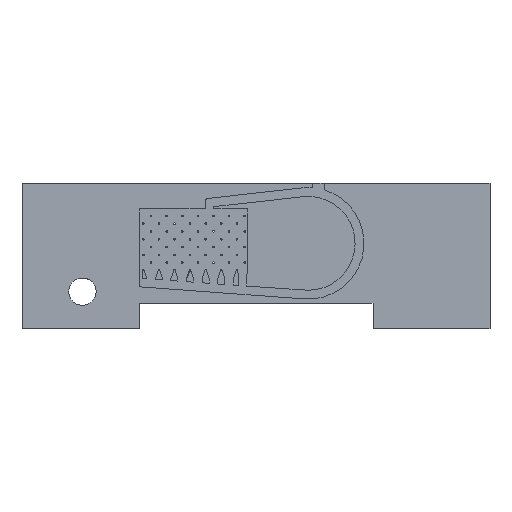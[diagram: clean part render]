
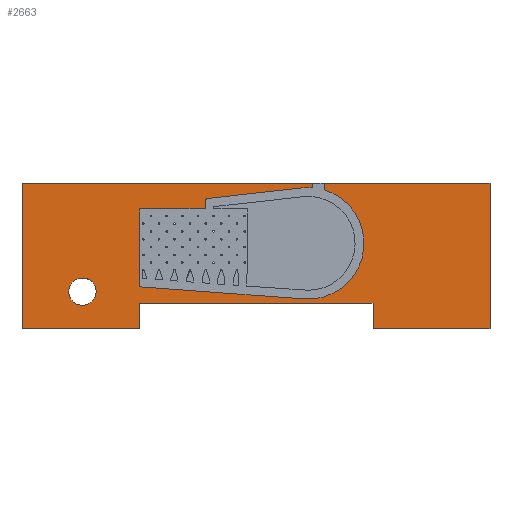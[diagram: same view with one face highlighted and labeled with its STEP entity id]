
A CAD part, top view. The second image highlights one B-rep face of the part: STEP entity #2663.
In plain terms, the highlighted planar face has unit normal (0, 0, 1).
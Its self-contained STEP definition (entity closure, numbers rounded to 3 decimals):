
#72=FACE_BOUND('',#688,.T.);
#195=CIRCLE('',#2734,71.499);
#304=CIRCLE('',#2915,5.5);
#305=CIRCLE('',#2917,71.499);
#370=PLANE('',#2930);
#500=FACE_OUTER_BOUND('',#687,.T.);
#687=EDGE_LOOP('',(#2446,#2447,#2448,#2449,#2450,#2451,#2452,#2453,#2454,
#2455,#2456,#2457,#2458,#2459,#2460,#2461,#2462,#2463,#2464));
#688=EDGE_LOOP('',(#2465));
#746=LINE('',#3710,#982);
#749=LINE('',#3716,#985);
#750=LINE('',#3719,#986);
#753=LINE('',#3725,#989);
#756=LINE('',#3731,#992);
#759=LINE('',#3737,#995);
#858=LINE('',#3966,#1094);
#863=LINE('',#3980,#1099);
#866=LINE('',#3986,#1102);
#869=LINE('',#3993,#1105);
#962=LINE('',#4392,#1198);
#963=LINE('',#4395,#1199);
#965=LINE('',#4398,#1201);
#972=LINE('',#4416,#1208);
#973=LINE('',#4417,#1209);
#974=LINE('',#4418,#1210);
#982=VECTOR('',#2946,10.);
#985=VECTOR('',#2951,10.);
#986=VECTOR('',#2954,10.);
#989=VECTOR('',#2959,10.);
#992=VECTOR('',#2964,10.);
#995=VECTOR('',#2969,10.);
#1094=VECTOR('',#3156,10.);
#1099=VECTOR('',#3169,10.);
#1102=VECTOR('',#3174,10.);
#1105=VECTOR('',#3179,10.);
#1198=VECTOR('',#3632,10.);
#1199=VECTOR('',#3635,10.);
#1201=VECTOR('',#3639,10.);
#1208=VECTOR('',#3666,10.);
#1209=VECTOR('',#3667,10.);
#1210=VECTOR('',#3668,10.);
#1214=ELLIPSE('',#2681,17.543,17.5);
#1216=VERTEX_POINT('',#3697);
#1219=VERTEX_POINT('',#3704);
#1221=VERTEX_POINT('',#3708);
#1223=VERTEX_POINT('',#3714);
#1224=VERTEX_POINT('',#3718);
#1226=VERTEX_POINT('',#3724);
#1228=VERTEX_POINT('',#3730);
#1230=VERTEX_POINT('',#3736);
#1315=VERTEX_POINT('',#3964);
#1316=VERTEX_POINT('',#3965);
#1319=VERTEX_POINT('',#3973);
#1321=VERTEX_POINT('',#3979);
#1323=VERTEX_POINT('',#3985);
#1325=VERTEX_POINT('',#3991);
#1326=VERTEX_POINT('',#3992);
#1450=VERTEX_POINT('',#4382);
#1451=VERTEX_POINT('',#4383);
#1452=VERTEX_POINT('',#4388);
#1453=VERTEX_POINT('',#4394);
#1454=VERTEX_POINT('',#4415);
#1456=EDGE_CURVE('',#1216,#1216,#1214,.T.);
#1462=EDGE_CURVE('',#1219,#1221,#746,.T.);
#1465=EDGE_CURVE('',#1223,#1221,#749,.T.);
#1466=EDGE_CURVE('',#1219,#1224,#750,.T.);
#1469=EDGE_CURVE('',#1224,#1226,#753,.T.);
#1472=EDGE_CURVE('',#1226,#1228,#756,.T.);
#1475=EDGE_CURVE('',#1228,#1230,#759,.T.);
#1585=EDGE_CURVE('',#1315,#1316,#858,.T.);
#1589=EDGE_CURVE('',#1316,#1319,#195,.T.);
#1592=EDGE_CURVE('',#1319,#1321,#863,.T.);
#1595=EDGE_CURVE('',#1323,#1315,#866,.T.);
#1598=EDGE_CURVE('',#1325,#1326,#869,.T.);
#1795=EDGE_CURVE('',#1450,#1451,#304,.T.);
#1798=EDGE_CURVE('',#1326,#1452,#305,.T.);
#1800=EDGE_CURVE('',#1452,#1450,#962,.T.);
#1801=EDGE_CURVE('',#1451,#1453,#963,.T.);
#1803=EDGE_CURVE('',#1453,#1323,#965,.T.);
#1810=EDGE_CURVE('',#1454,#1223,#972,.T.);
#1811=EDGE_CURVE('',#1321,#1454,#973,.T.);
#1812=EDGE_CURVE('',#1230,#1325,#974,.T.);
#2446=ORIENTED_EDGE('',*,*,#1810,.F.);
#2447=ORIENTED_EDGE('',*,*,#1811,.F.);
#2448=ORIENTED_EDGE('',*,*,#1592,.F.);
#2449=ORIENTED_EDGE('',*,*,#1589,.F.);
#2450=ORIENTED_EDGE('',*,*,#1585,.F.);
#2451=ORIENTED_EDGE('',*,*,#1595,.F.);
#2452=ORIENTED_EDGE('',*,*,#1803,.F.);
#2453=ORIENTED_EDGE('',*,*,#1801,.F.);
#2454=ORIENTED_EDGE('',*,*,#1795,.F.);
#2455=ORIENTED_EDGE('',*,*,#1800,.F.);
#2456=ORIENTED_EDGE('',*,*,#1798,.F.);
#2457=ORIENTED_EDGE('',*,*,#1598,.F.);
#2458=ORIENTED_EDGE('',*,*,#1812,.F.);
#2459=ORIENTED_EDGE('',*,*,#1475,.F.);
#2460=ORIENTED_EDGE('',*,*,#1472,.F.);
#2461=ORIENTED_EDGE('',*,*,#1469,.F.);
#2462=ORIENTED_EDGE('',*,*,#1466,.F.);
#2463=ORIENTED_EDGE('',*,*,#1462,.T.);
#2464=ORIENTED_EDGE('',*,*,#1465,.F.);
#2465=ORIENTED_EDGE('',*,*,#1456,.T.);
#2663=ADVANCED_FACE('',(#500,#72),#370,.T.);
#2681=AXIS2_PLACEMENT_3D('',#3698,#2936,#2937);
#2734=AXIS2_PLACEMENT_3D('',#3974,#3162,#3163);
#2915=AXIS2_PLACEMENT_3D('',#4384,#3621,#3622);
#2917=AXIS2_PLACEMENT_3D('',#4389,#3627,#3628);
#2930=AXIS2_PLACEMENT_3D('',#4414,#3664,#3665);
#2936=DIRECTION('center_axis',(0.,0.,-1.));
#2937=DIRECTION('ref_axis',(0.,1.,0.));
#2946=DIRECTION('',(0.,-1.,0.));
#2951=DIRECTION('',(-1.,0.,0.));
#2954=DIRECTION('',(-1.,0.,0.));
#2959=DIRECTION('',(0.,-1.,0.));
#2964=DIRECTION('',(-1.,0.,0.));
#2969=DIRECTION('',(0.,1.,0.));
#3156=DIRECTION('',(0.997,-0.074,0.));
#3162=DIRECTION('center_axis',(0.,0.,1.));
#3163=DIRECTION('ref_axis',(1.,0.,0.));
#3169=DIRECTION('',(0.,1.,0.));
#3174=DIRECTION('',(0.,-1.,0.));
#3179=DIRECTION('',(0.,-1.,0.));
#3621=DIRECTION('center_axis',(0.,0.,1.));
#3622=DIRECTION('ref_axis',(1.,0.,0.));
#3627=DIRECTION('center_axis',(0.,0.,1.));
#3628=DIRECTION('ref_axis',(1.,0.,0.));
#3632=DIRECTION('',(-0.994,-0.111,0.));
#3635=DIRECTION('',(0.,-1.,0.));
#3639=DIRECTION('',(-1.,0.,0.));
#3664=DIRECTION('center_axis',(0.,0.,1.));
#3665=DIRECTION('ref_axis',(1.,0.,0.));
#3666=DIRECTION('',(0.,-1.,0.));
#3667=DIRECTION('',(1.,0.,0.));
#3668=DIRECTION('',(1.,0.,0.));
#3697=CARTESIAN_POINT('',(45.412,1323.951,-511.799));
#3698=CARTESIAN_POINT('Origin',(45.412,1341.493,-511.799));
#3704=CARTESIAN_POINT('',(417.912,1326.719,-511.799));
#3708=CARTESIAN_POINT('',(417.912,1294.219,-511.799));
#3710=CARTESIAN_POINT('',(417.912,1326.719,-511.799));
#3714=CARTESIAN_POINT('',(567.912,1294.219,-511.799));
#3716=CARTESIAN_POINT('',(335.639,1294.219,-511.799));
#3718=CARTESIAN_POINT('',(117.912,1326.719,-511.799));
#3719=CARTESIAN_POINT('',(335.639,1326.719,-511.799));
#3724=CARTESIAN_POINT('',(117.912,1294.219,-511.799));
#3725=CARTESIAN_POINT('',(117.912,1326.719,-511.799));
#3730=CARTESIAN_POINT('',(-32.088,1294.219,-511.799));
#3731=CARTESIAN_POINT('',(335.639,1294.219,-511.799));
#3736=CARTESIAN_POINT('',(-32.088,1480.219,-511.799));
#3737=CARTESIAN_POINT('',(-32.088,1403.469,-511.799));
#3964=CARTESIAN_POINT('',(118.912,1347.719,-511.799));
#3965=CARTESIAN_POINT('',(329.607,1332.165,-511.799));
#3966=CARTESIAN_POINT('',(266.755,1336.805,-511.799));
#3973=CARTESIAN_POINT('',(355.347,1471.973,-511.799));
#3974=CARTESIAN_POINT('Origin',(334.871,1403.469,-511.799));
#3979=CARTESIAN_POINT('',(355.347,1480.219,-511.799));
#3980=CARTESIAN_POINT('',(355.347,1441.844,-511.799));
#3985=CARTESIAN_POINT('',(118.912,1447.507,-511.799));
#3986=CARTESIAN_POINT('',(118.912,1403.469,-511.799));
#3991=CARTESIAN_POINT('',(340.347,1480.219,-511.799));
#3992=CARTESIAN_POINT('',(340.347,1474.758,-511.799));
#3993=CARTESIAN_POINT('',(340.347,1441.844,-511.799));
#4382=CARTESIAN_POINT('',(206.522,1461.119,-511.799));
#4383=CARTESIAN_POINT('',(202.617,1455.855,-511.799));
#4384=CARTESIAN_POINT('Origin',(208.117,1455.855,-511.799));
#4388=CARTESIAN_POINT('',(326.465,1474.472,-511.799));
#4389=CARTESIAN_POINT('Origin',(334.871,1403.469,-511.799));
#4392=CARTESIAN_POINT('',(231.719,1463.924,-511.799));
#4394=CARTESIAN_POINT('',(202.617,1447.507,-511.799));
#4395=CARTESIAN_POINT('',(202.617,1425.488,-511.799));
#4398=CARTESIAN_POINT('',(193.412,1447.507,-511.799));
#4414=CARTESIAN_POINT('Origin',(267.912,1403.469,-511.799));
#4415=CARTESIAN_POINT('',(567.912,1480.219,-511.799));
#4416=CARTESIAN_POINT('',(567.912,1326.719,-511.799));
#4417=CARTESIAN_POINT('',(342.412,1480.219,-511.799));
#4418=CARTESIAN_POINT('',(342.412,1480.219,-511.799));
